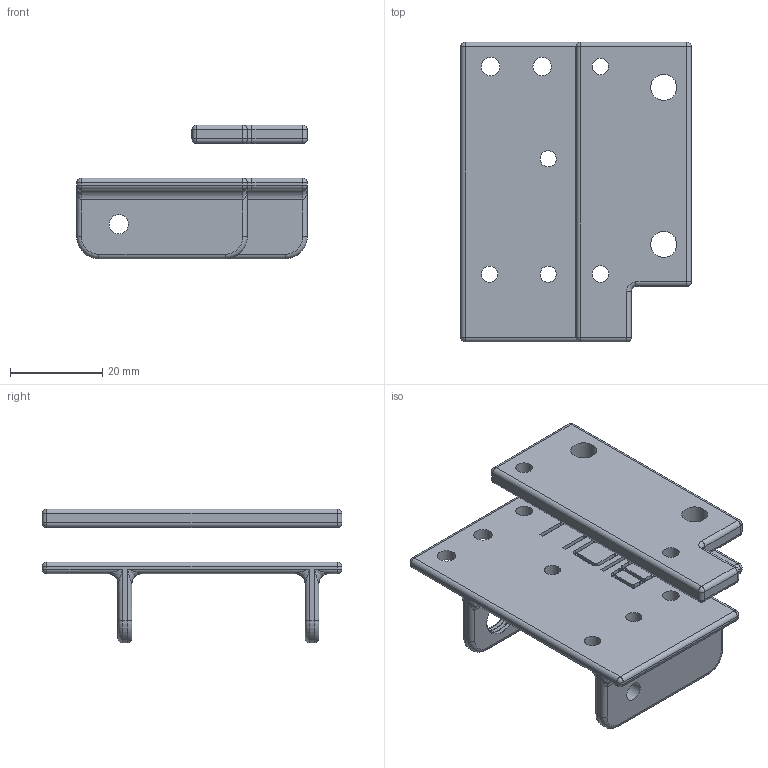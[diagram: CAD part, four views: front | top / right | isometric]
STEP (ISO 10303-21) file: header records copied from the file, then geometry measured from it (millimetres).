
FILE_DESCRIPTION(/* description */ ('STEP AP242','CAx-IF Rec.Pracs.---Representation and Presentation of Product Manufacturing Information (PMI)---4.0---2014-10-13','CAx-IF Rec.Pracs.---3D Tessellated Geometry---0.4---2014-09-14','2;1'),/* implementation_level */ '2;1');
FILE_NAME(/* name */ '64f7d00aaca3cb0d591a376e',/* time_stamp */ '2023-09-06T01:04:10Z',/* author */ (''),/* organization */ (''),/* preprocessor_version */ 'ST-DEVELOPER v19.4',/* originating_system */ ' ',/* authorisation */ ' ');
FILE_SCHEMA (('AP242_MANAGED_MODEL_BASED_3D_ENGINEERING_MIM_LF { 1 0 10303 442 1 1 4 }'));
Length unit declared in the file: metre
Products named in the file (2): Part 3; Part 1
Bounding box: 50 x 65 x 29 mm (x, y, z)
Volume: 16446 mm3; surface area: 12991.1 mm2
Topology: 2 solids, 2 shells, 669 faces, 1621 edges, 941 vertices
Faces by surface type: bspline 313, cylinder 180, plane 144, sphere 20, torus 12
Full cylindrical faces by diameter (mm): 3.5 x3, 3.6 x4, 4 x2, 4.2 x1, 5.65 x4
Entity records: 21740 total; most frequent: CARTESIAN_POINT 8035, ORIENTED_EDGE 3156, DIRECTION 2241, EDGE_CURVE 1578, VERTEX_POINT 940, AXIS2_PLACEMENT_3D 775, EDGE_LOOP 726, FACE_BOUND 726
